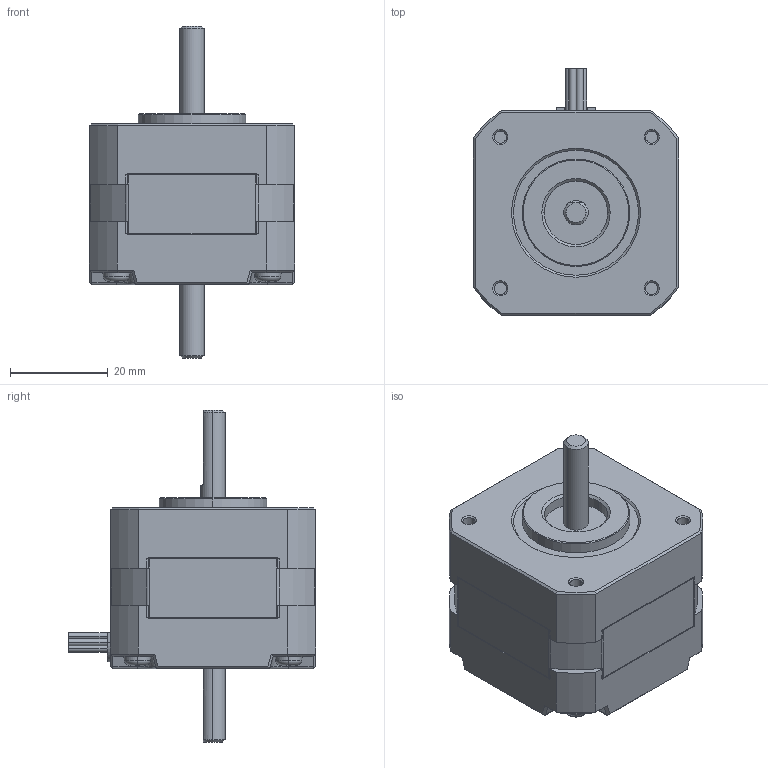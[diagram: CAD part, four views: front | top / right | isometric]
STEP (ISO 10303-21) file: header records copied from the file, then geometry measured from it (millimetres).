
FILE_DESCRIPTION(('Creo Elements/Direct Modeling STEP Export'),'2;1');
FILE_NAME('TS3617N201.stp','2014-07-05T15:50:54',(''),(''),'Creo Elements/Direct Modeling STEP processor for AP203 (Solid Model)','Creo Elements/Direct Modeling 17.0F 20-Aug-2012 (C) Parametric Technology GmbH','');
FILE_SCHEMA(('CONFIG_CONTROL_DESIGN'));
Length unit declared in the file: millimetre
Products named in the file (1): Skin_Group1
Bounding box: 42 x 50.6 x 68 mm (x, y, z)
Volume: 56121 mm3; surface area: 10079.8 mm2
Topology: 1 solids, 1 shells, 347 faces, 895 edges, 570 vertices
Faces by surface type: plane 156, cylinder 127, cone 42, torus 12, sphere 10
Entity records: 10744 total; most frequent: CARTESIAN_POINT 2199, ORIENTED_EDGE 1786, DIRECTION 1703, EDGE_CURVE 893, AXIS2_PLACEMENT_3D 622, VERTEX_POINT 570, VECTOR 459, LINE 459
